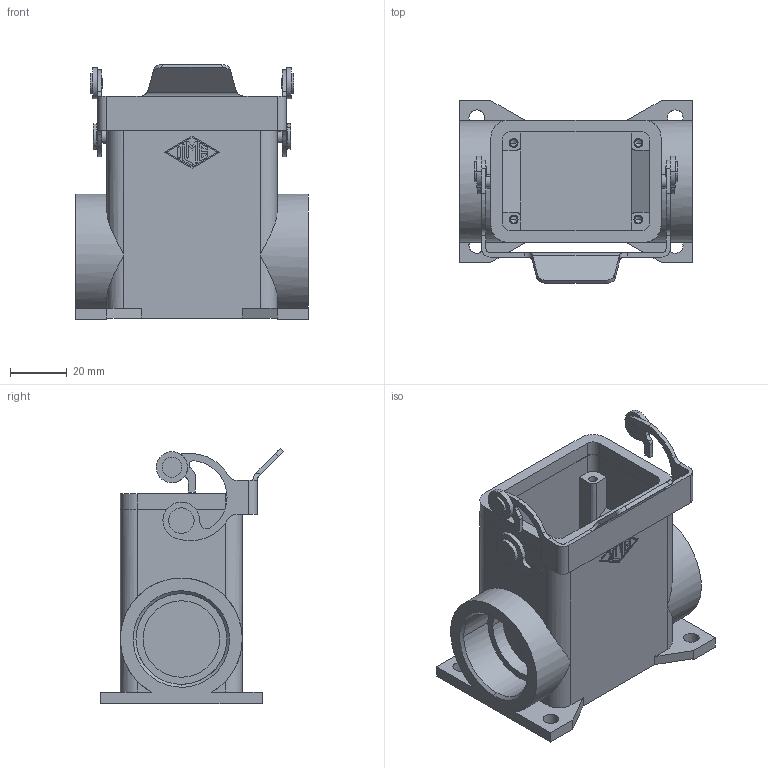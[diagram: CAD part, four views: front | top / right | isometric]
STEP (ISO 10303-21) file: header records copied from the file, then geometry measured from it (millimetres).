
FILE_DESCRIPTION(('Creo Elements/Direct Modeling STEP Export'),'2;1');
FILE_NAME('0lndrr043i873vb5076','2016-07-04T16:28:31',(''),(''),'PTC Creo Elements/Direct Modeling STEP processor for AP214 (Solid Model)','PTC Creo Elements/Direct Modeling 19.0B 21-Mar-2015 (C) Parametric Technology GmbH','');
FILE_SCHEMA(('AUTOMOTIVE_DESIGN { 1 0 10303 214 1 1 1 1 }'));
Length unit declared in the file: millimetre
Products named in the file (1): MZAPR_06_L32
Bounding box: 82 x 64.51 x 89.93 mm (x, y, z)
Volume: 91495.7 mm3; surface area: 44708 mm2
Topology: 1 solids, 1 shells, 276 faces, 717 edges, 466 vertices
Faces by surface type: cylinder 112, plane 112, bspline 50, cone 2
Entity records: 12253 total; most frequent: CARTESIAN_POINT 5956, ORIENTED_EDGE 1422, DIRECTION 1075, EDGE_CURVE 711, VERTEX_POINT 466, AXIS2_PLACEMENT_3D 359, VECTOR 357, LINE 357
